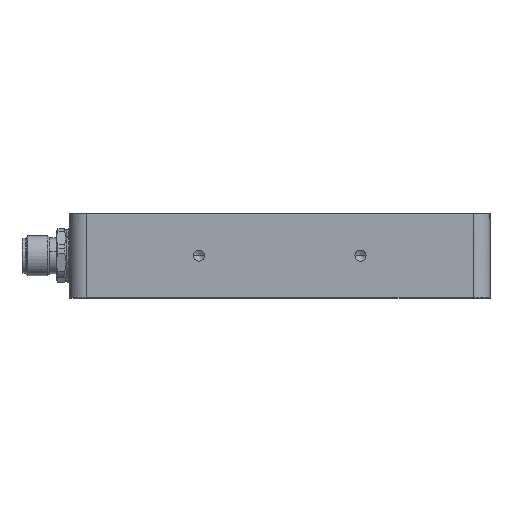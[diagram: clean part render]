
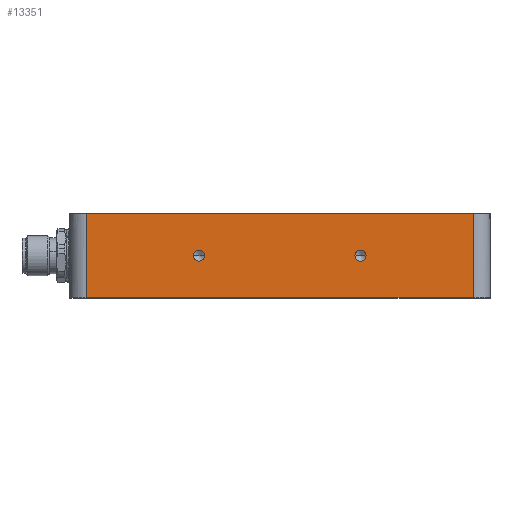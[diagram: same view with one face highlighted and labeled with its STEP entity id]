
A CAD part, top view. The second image highlights one B-rep face of the part: STEP entity #13351.
In plain terms, the highlighted face is planar.
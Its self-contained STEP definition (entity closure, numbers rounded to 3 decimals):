
#237 = CARTESIAN_POINT ( 'NONE',  ( -57.5, 62.5, -12.25 ) ) ;
#428 = VERTEX_POINT ( 'NONE', #237 ) ;
#478 = CARTESIAN_POINT ( 'NONE',  ( -22.35, 62.5, 0.25 ) ) ;
#748 = EDGE_CURVE ( 'NONE', #22973, #34407, #15801, .T. ) ;
#751 = LINE ( 'NONE', #6540, #25290 ) ;
#758 = CIRCLE ( 'NONE', #36544, 1.65 ) ;
#759 = CARTESIAN_POINT ( 'NONE',  ( -57.5, 62.5, 12.75 ) ) ;
#880 = DIRECTION ( 'NONE',  ( 1., 0., 0. ) ) ;
#1001 = DIRECTION ( 'NONE',  ( -1., 0., 0. ) ) ;
#2085 = DIRECTION ( 'NONE',  ( 0., 1., 0. ) ) ;
#2508 = DIRECTION ( 'NONE',  ( -1., 0., 0. ) ) ;
#3911 = CARTESIAN_POINT ( 'NONE',  ( -62.5, 62.5, 12.75 ) ) ;
#4027 = DIRECTION ( 'NONE',  ( -1., 0., 0. ) ) ;
#4088 = VERTEX_POINT ( 'NONE', #27827 ) ;
#4154 = FACE_OUTER_BOUND ( 'NONE', #36229, .T. ) ;
#4202 = CARTESIAN_POINT ( 'NONE',  ( -24., 62.5, 0.25 ) ) ;
#5321 = CARTESIAN_POINT ( 'NONE',  ( 57.5, 62.5, 12.75 ) ) ;
#6540 = CARTESIAN_POINT ( 'NONE',  ( -62.5, 62.5, -12.25 ) ) ;
#7521 = VECTOR ( 'NONE', #1001, 1000. ) ;
#8000 = CARTESIAN_POINT ( 'NONE',  ( 25.65, 62.5, 0.25 ) ) ;
#8614 = ORIENTED_EDGE ( 'NONE', *, *, #37035, .F. ) ;
#9202 = DIRECTION ( 'NONE',  ( 0., 1., 0. ) ) ;
#9407 = DIRECTION ( 'NONE',  ( -1., 0., 0. ) ) ;
#9534 = CARTESIAN_POINT ( 'NONE',  ( -57.5, 62.5, 12.75 ) ) ;
#10690 = CIRCLE ( 'NONE', #24243, 1.65 ) ;
#10808 = VERTEX_POINT ( 'NONE', #5321 ) ;
#12072 = ORIENTED_EDGE ( 'NONE', *, *, #17473, .T. ) ;
#12176 = DIRECTION ( 'NONE',  ( 0., 0., -1. ) ) ;
#13085 = CIRCLE ( 'NONE', #16180, 1.65 ) ;
#13286 = ORIENTED_EDGE ( 'NONE', *, *, #748, .F. ) ;
#13351 = ADVANCED_FACE ( 'NONE', ( #36604, #35832, #4154 ), #15952, .F. ) ;
#15565 = CARTESIAN_POINT ( 'NONE',  ( -62.5, 62.5, 12.75 ) ) ;
#15801 = CIRCLE ( 'NONE', #33045, 1.65 ) ;
#15920 = LINE ( 'NONE', #9534, #21715 ) ;
#15952 = PLANE ( 'NONE',  #20212 ) ;
#16180 = AXIS2_PLACEMENT_3D ( 'NONE', #28557, #2085, #18213 ) ;
#16592 = VERTEX_POINT ( 'NONE', #26820 ) ;
#17473 = EDGE_CURVE ( 'NONE', #428, #32090, #15920, .T. ) ;
#18213 = DIRECTION ( 'NONE',  ( -1., 0., 0. ) ) ;
#18590 = LINE ( 'NONE', #3911, #7521 ) ;
#19343 = EDGE_CURVE ( 'NONE', #10808, #4088, #29567, .T. ) ;
#20212 = AXIS2_PLACEMENT_3D ( 'NONE', #15565, #24257, #880 ) ;
#20816 = CARTESIAN_POINT ( 'NONE',  ( 24., 62.5, 0.25 ) ) ;
#21491 = VECTOR ( 'NONE', #12176, 1000. ) ;
#21587 = ORIENTED_EDGE ( 'NONE', *, *, #19343, .T. ) ;
#21715 = VECTOR ( 'NONE', #27887, 1000. ) ;
#22973 = VERTEX_POINT ( 'NONE', #29642 ) ;
#24035 = ORIENTED_EDGE ( 'NONE', *, *, #26141, .F. ) ;
#24243 = AXIS2_PLACEMENT_3D ( 'NONE', #4202, #31433, #34159 ) ;
#24257 = DIRECTION ( 'NONE',  ( 0., -1., 0. ) ) ;
#24329 = ORIENTED_EDGE ( 'NONE', *, *, #29641, .T. ) ;
#25290 = VECTOR ( 'NONE', #4027, 1000. ) ;
#26141 = EDGE_CURVE ( 'NONE', #36578, #16592, #10690, .T. ) ;
#26820 = CARTESIAN_POINT ( 'NONE',  ( -25.65, 62.5, 0.25 ) ) ;
#27827 = CARTESIAN_POINT ( 'NONE',  ( 57.5, 62.5, -12.25 ) ) ;
#27887 = DIRECTION ( 'NONE',  ( 0., 0., 1. ) ) ;
#28557 = CARTESIAN_POINT ( 'NONE',  ( 24., 62.5, 0.25 ) ) ;
#28717 = ORIENTED_EDGE ( 'NONE', *, *, #33423, .F. ) ;
#28725 = ORIENTED_EDGE ( 'NONE', *, *, #37234, .F. ) ;
#28851 = EDGE_LOOP ( 'NONE', ( #28717, #24035 ) ) ;
#28979 = DIRECTION ( 'NONE',  ( 0., 1., 0. ) ) ;
#29567 = LINE ( 'NONE', #32655, #21491 ) ;
#29641 = EDGE_CURVE ( 'NONE', #4088, #428, #751, .T. ) ;
#29642 = CARTESIAN_POINT ( 'NONE',  ( 22.35, 62.5, 0.25 ) ) ;
#31433 = DIRECTION ( 'NONE',  ( 0., 1., 0. ) ) ;
#32090 = VERTEX_POINT ( 'NONE', #759 ) ;
#32655 = CARTESIAN_POINT ( 'NONE',  ( 57.5, 62.5, 12.75 ) ) ;
#33045 = AXIS2_PLACEMENT_3D ( 'NONE', #20816, #9202, #9407 ) ;
#33423 = EDGE_CURVE ( 'NONE', #16592, #36578, #758, .T. ) ;
#34159 = DIRECTION ( 'NONE',  ( -1., 0., 0. ) ) ;
#34407 = VERTEX_POINT ( 'NONE', #8000 ) ;
#34846 = EDGE_LOOP ( 'NONE', ( #13286, #28725 ) ) ;
#35832 = FACE_BOUND ( 'NONE', #34846, .T. ) ;
#36229 = EDGE_LOOP ( 'NONE', ( #24329, #12072, #8614, #21587 ) ) ;
#36544 = AXIS2_PLACEMENT_3D ( 'NONE', #37667, #28979, #2508 ) ;
#36578 = VERTEX_POINT ( 'NONE', #478 ) ;
#36604 = FACE_BOUND ( 'NONE', #28851, .T. ) ;
#37035 = EDGE_CURVE ( 'NONE', #10808, #32090, #18590, .T. ) ;
#37234 = EDGE_CURVE ( 'NONE', #34407, #22973, #13085, .T. ) ;
#37667 = CARTESIAN_POINT ( 'NONE',  ( -24., 62.5, 0.25 ) ) ;
